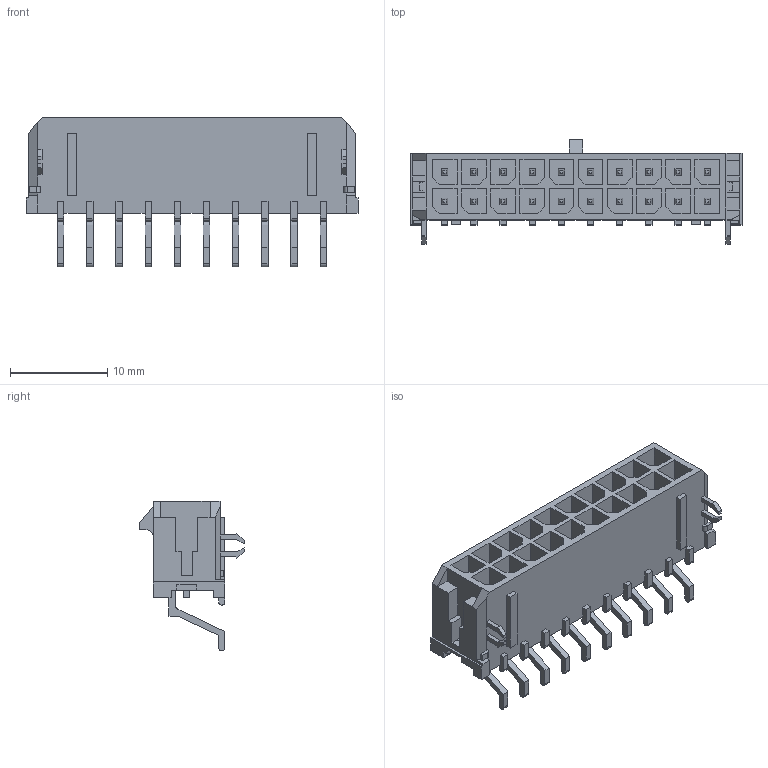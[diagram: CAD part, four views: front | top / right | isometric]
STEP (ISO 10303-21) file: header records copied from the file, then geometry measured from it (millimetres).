
FILE_DESCRIPTION((''),'2;1');
FILE_NAME('430452008','2016-02-03T',('me'),(''),'PRO/ENGINEER BY PARAMETRIC TECHNOLOGY CORPORATION, 2011490','PRO/ENGINEER BY PARAMETRIC TECHNOLOGY CORPORATION, 2011490','');
FILE_SCHEMA(('CONFIG_CONTROL_DESIGN'));
Length unit declared in the file: millimetre
Products named in the file (1): 430452008
Bounding box: 34.15 x 10.77 x 15.4 mm (x, y, z)
Volume: 1363.4 mm3; surface area: 3247.7 mm2
Topology: 1 solids, 11 shells, 841 faces, 2229 edges, 1456 vertices
Faces by surface type: plane 808, cylinder 33
Entity records: 25234 total; most frequent: CARTESIAN_POINT 4439, ORIENTED_EDGE 4286, DIRECTION 3983, VECTOR 2159, LINE 2159, EDGE_CURVE 2143, VERTEX_POINT 1368, AXIS2_PLACEMENT_3D 912
